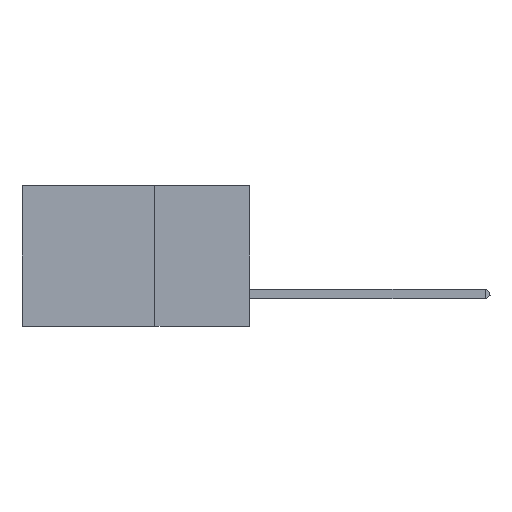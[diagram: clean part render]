
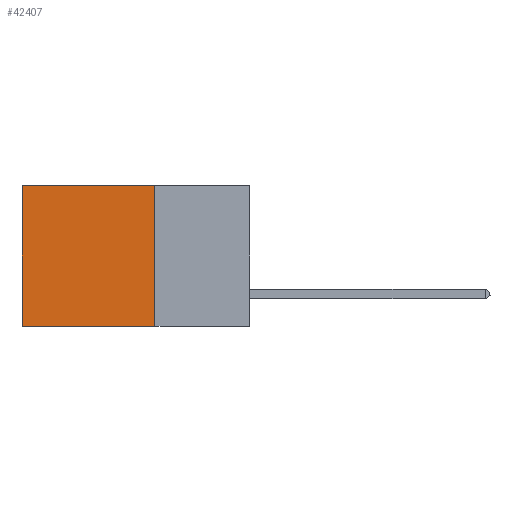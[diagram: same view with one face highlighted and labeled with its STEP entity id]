
A CAD part, left-side view. The second image highlights one B-rep face of the part: STEP entity #42407.
In plain terms, the highlighted planar face has unit normal (-1, 0, 0).
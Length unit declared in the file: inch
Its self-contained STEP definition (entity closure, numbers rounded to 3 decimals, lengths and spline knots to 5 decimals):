
#707 = EDGE_CURVE ( 'NONE', #3752, #28806, #38899, .T. ) ;
#2232 = PLANE ( 'NONE',  #37214 ) ;
#2549 = DIRECTION ( 'NONE',  ( 0., 0., -1. ) ) ;
#3752 = VERTEX_POINT ( 'NONE', #30739 ) ;
#4437 = LINE ( 'NONE', #16142, #44263 ) ;
#5998 = CARTESIAN_POINT ( 'NONE',  ( 0.2875, 0.6, 0. ) ) ;
#7378 = VECTOR ( 'NONE', #41065, 39.37008 ) ;
#7959 = ORIENTED_EDGE ( 'NONE', *, *, #13087, .F. ) ;
#9096 = DIRECTION ( 'NONE',  ( 0., 1., 0. ) ) ;
#9216 = CARTESIAN_POINT ( 'NONE',  ( 0.2875, 0.6, -0.37 ) ) ;
#9681 = DIRECTION ( 'NONE',  ( 1., 0., 0. ) ) ;
#11624 = VECTOR ( 'NONE', #27063, 39.37008 ) ;
#12223 = CARTESIAN_POINT ( 'NONE',  ( 0.2875, 0.25, 0. ) ) ;
#12815 = ORIENTED_EDGE ( 'NONE', *, *, #34507, .T. ) ;
#13087 = EDGE_CURVE ( 'NONE', #26895, #14946, #4437, .T. ) ;
#14946 = VERTEX_POINT ( 'NONE', #9216 ) ;
#16011 = CARTESIAN_POINT ( 'NONE',  ( 0.2875, 0.25, -0.37 ) ) ;
#16142 = CARTESIAN_POINT ( 'NONE',  ( 0.2875, 0.25, -0.37 ) ) ;
#17150 = FACE_OUTER_BOUND ( 'NONE', #40734, .T. ) ;
#17882 = ORIENTED_EDGE ( 'NONE', *, *, #34390, .F. ) ;
#26895 = VERTEX_POINT ( 'NONE', #16011 ) ;
#27063 = DIRECTION ( 'NONE',  ( 0., 1., 0. ) ) ;
#27532 = DIRECTION ( 'NONE',  ( 0., 0., -1. ) ) ;
#28806 = VERTEX_POINT ( 'NONE', #42313 ) ;
#29594 = VECTOR ( 'NONE', #27532, 39.37008 ) ;
#30274 = CARTESIAN_POINT ( 'NONE',  ( 0.2875, 0.25, 0. ) ) ;
#30610 = ORIENTED_EDGE ( 'NONE', *, *, #707, .T. ) ;
#30739 = CARTESIAN_POINT ( 'NONE',  ( 0.2875, 0.25, 0. ) ) ;
#34390 = EDGE_CURVE ( 'NONE', #3752, #26895, #39216, .T. ) ;
#34507 = EDGE_CURVE ( 'NONE', #28806, #14946, #36409, .T. ) ;
#36409 = LINE ( 'NONE', #5998, #29594 ) ;
#37214 = AXIS2_PLACEMENT_3D ( 'NONE', #45625, #9681, #2549 ) ;
#38899 = LINE ( 'NONE', #12223, #11624 ) ;
#39216 = LINE ( 'NONE', #30274, #7378 ) ;
#40734 = EDGE_LOOP ( 'NONE', ( #12815, #7959, #17882, #30610 ) ) ;
#41065 = DIRECTION ( 'NONE',  ( 0., 0., -1. ) ) ;
#42313 = CARTESIAN_POINT ( 'NONE',  ( 0.2875, 0.6, 0. ) ) ;
#42407 = ADVANCED_FACE ( 'NONE', ( #17150 ), #2232, .F. ) ;
#44263 = VECTOR ( 'NONE', #9096, 39.37008 ) ;
#45625 = CARTESIAN_POINT ( 'NONE',  ( 0.2875, 0.25, 0. ) ) ;
